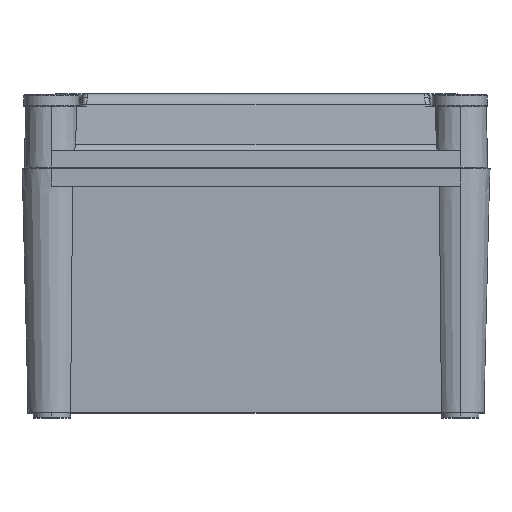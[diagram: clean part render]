
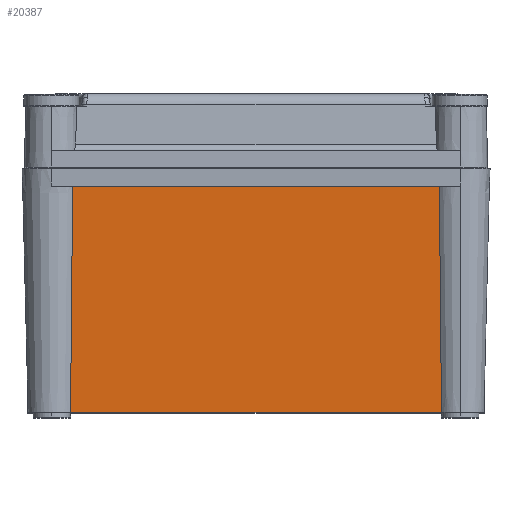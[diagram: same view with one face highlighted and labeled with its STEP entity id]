
A CAD part, top view. The second image highlights one B-rep face of the part: STEP entity #20387.
In plain terms, the highlighted planar face has unit normal (0, -0.026, 1).
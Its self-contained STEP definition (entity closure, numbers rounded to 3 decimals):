
#1885 = VERTEX_POINT ( 'NONE', #16054 ) ;
#2327 = CARTESIAN_POINT ( 'NONE',  ( -73.656, 90.8, 135.378 ) ) ;
#2830 = EDGE_LOOP ( 'NONE', ( #5315, #21464, #22449, #7771 ) ) ;
#3700 = DIRECTION ( 'NONE',  ( 1., 0., 0. ) ) ;
#3732 = FACE_OUTER_BOUND ( 'NONE', #2830, .T. ) ;
#3780 = EDGE_CURVE ( 'NONE', #13079, #1885, #11516, .T. ) ;
#3811 = CARTESIAN_POINT ( 'NONE',  ( 74.5, 0., 133. ) ) ;
#3921 = CARTESIAN_POINT ( 'NONE',  ( -74.203, 28.641, 133.75 ) ) ;
#4077 = CARTESIAN_POINT ( 'NONE',  ( -74.5, 0., 133. ) ) ;
#4859 = CARTESIAN_POINT ( 'NONE',  ( 74.203, 28.641, 133.75 ) ) ;
#5315 = ORIENTED_EDGE ( 'NONE', *, *, #3780, .F. ) ;
#5383 = PLANE ( 'NONE',  #5862 ) ;
#5828 = CARTESIAN_POINT ( 'NONE',  ( -73.922, 58.937, 134.543 ) ) ;
#5862 = AXIS2_PLACEMENT_3D ( 'NONE', #13179, #17347, #9614 ) ;
#6301 =( BOUNDED_CURVE ( )  B_SPLINE_CURVE ( 3, ( #18151, #10879, #4859, #6592 ),
 .UNSPECIFIED., .F., .F. ) 
 B_SPLINE_CURVE_WITH_KNOTS ( ( 4, 4 ),
 ( 2.296, 2.404 ),
 .UNSPECIFIED. ) 
 CURVE ( )  GEOMETRIC_REPRESENTATION_ITEM ( )  RATIONAL_B_SPLINE_CURVE ( ( 1., 0.999, 0.999, 1. ) ) 
 REPRESENTATION_ITEM ( '' )  );
#6592 = CARTESIAN_POINT ( 'NONE',  ( 74.5, 0., 133. ) ) ;
#7699 = CARTESIAN_POINT ( 'NONE',  ( -81., 0., 133. ) ) ;
#7771 = ORIENTED_EDGE ( 'NONE', *, *, #10756, .F. ) ;
#9614 = DIRECTION ( 'NONE',  ( 0., -1., -0.026 ) ) ;
#10756 = EDGE_CURVE ( 'NONE', #1885, #19783, #6301, .T. ) ;
#10879 = CARTESIAN_POINT ( 'NONE',  ( 73.922, 58.937, 134.543 ) ) ;
#11386 = EDGE_CURVE ( 'NONE', #13498, #19783, #13155, .T. ) ;
#11516 = LINE ( 'NONE', #15006, #11687 ) ;
#11687 = VECTOR ( 'NONE', #21451, 1000. ) ;
#13079 = VERTEX_POINT ( 'NONE', #2327 ) ;
#13155 = LINE ( 'NONE', #7699, #22030 ) ;
#13179 = CARTESIAN_POINT ( 'NONE',  ( -81., 0., 133. ) ) ;
#13498 = VERTEX_POINT ( 'NONE', #18894 ) ;
#15006 = CARTESIAN_POINT ( 'NONE',  ( -81., 90.8, 135.378 ) ) ;
#16054 = CARTESIAN_POINT ( 'NONE',  ( 73.656, 90.8, 135.378 ) ) ;
#17347 = DIRECTION ( 'NONE',  ( 0., -0.026, 1. ) ) ;
#17697 =( BOUNDED_CURVE ( )  B_SPLINE_CURVE ( 3, ( #4077, #3921, #5828, #19509 ),
 .UNSPECIFIED., .F., .F. ) 
 B_SPLINE_CURVE_WITH_KNOTS ( ( 4, 4 ),
 ( 3.879, 3.987 ),
 .UNSPECIFIED. ) 
 CURVE ( )  GEOMETRIC_REPRESENTATION_ITEM ( )  RATIONAL_B_SPLINE_CURVE ( ( 1., 0.999, 0.999, 1. ) ) 
 REPRESENTATION_ITEM ( '' )  );
#18151 = CARTESIAN_POINT ( 'NONE',  ( 73.656, 90.8, 135.378 ) ) ;
#18529 = EDGE_CURVE ( 'NONE', #13498, #13079, #17697, .T. ) ;
#18894 = CARTESIAN_POINT ( 'NONE',  ( -74.5, 0., 133. ) ) ;
#19509 = CARTESIAN_POINT ( 'NONE',  ( -73.656, 90.8, 135.378 ) ) ;
#19783 = VERTEX_POINT ( 'NONE', #3811 ) ;
#20387 = ADVANCED_FACE ( 'NONE', ( #3732 ), #5383, .T. ) ;
#21451 = DIRECTION ( 'NONE',  ( 1., 0., 0. ) ) ;
#21464 = ORIENTED_EDGE ( 'NONE', *, *, #18529, .F. ) ;
#22030 = VECTOR ( 'NONE', #3700, 1000. ) ;
#22449 = ORIENTED_EDGE ( 'NONE', *, *, #11386, .T. ) ;
